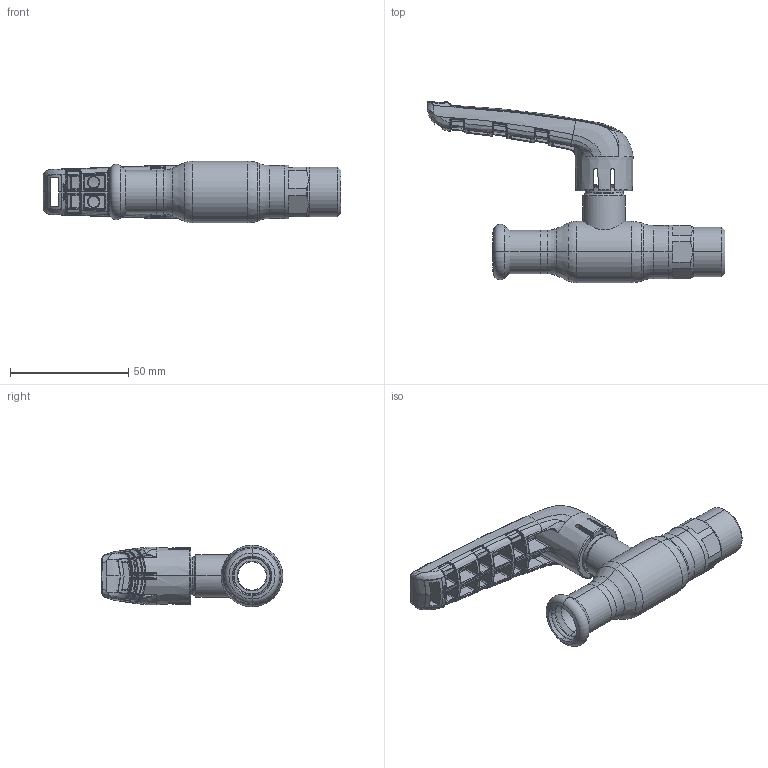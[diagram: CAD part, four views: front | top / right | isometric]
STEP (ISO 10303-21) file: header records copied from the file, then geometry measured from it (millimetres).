
FILE_DESCRIPTION (( 'STEP AP214' ), '1' );
FILE_NAME ('1010001210-xxxx.step', '2019-05-07T11:34:59', ( '' ), ( '' ), 'SwSTEP 2.0', 'SolidWorks 2017', '' );
FILE_SCHEMA (( 'AUTOMOTIVE_DESIGN' ));
Length unit declared in the file: millimetre
Products named in the file (1): 1010001210-xxxx
Bounding box: 125.78 x 76.68 x 26 mm (x, y, z)
Surface area: 20569.1 mm2 (no closed solid volume)
Topology: 0 solids, 10 shells, 822 faces, 2471 edges, 1553 vertices
Faces by surface type: bspline 664, plane 64, cylinder 38, cone 35, torus 21
Entity records: 68967 total; most frequent: CARTESIAN_POINT 43894, ORIENTED_EDGE 4221, EDGE_CURVE 2443, B_SPLINE_CURVE_WITH_KNOTS 1700, DIRECTION 1611, VERTEX_POINT 1553, EDGE_LOOP 844, UNCERTAINTY_MEASURE_WITH_UNIT 824
